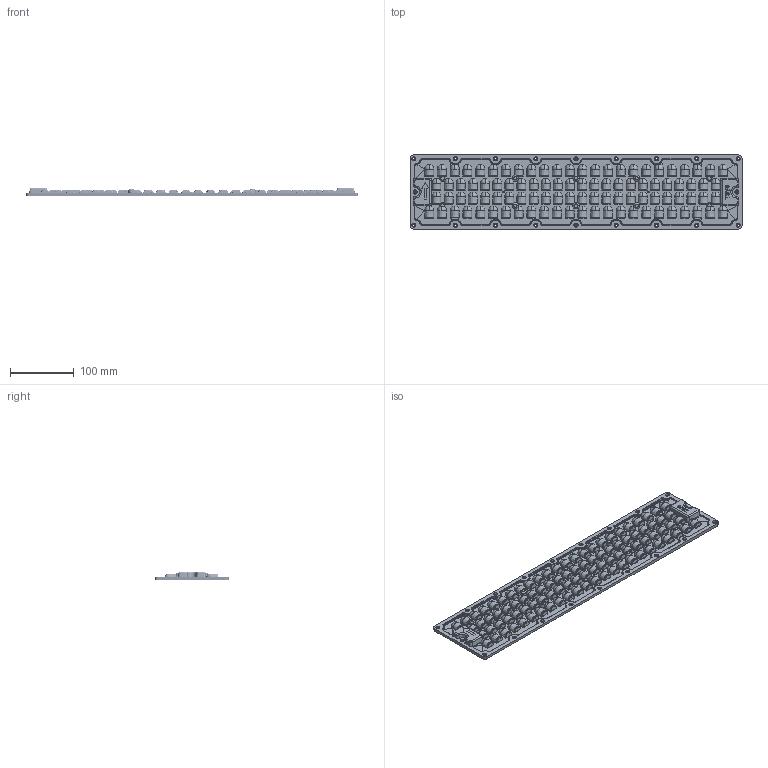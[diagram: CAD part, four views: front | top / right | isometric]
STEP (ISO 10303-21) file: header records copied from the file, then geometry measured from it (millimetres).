
FILE_DESCRIPTION((''),'2;1');
FILE_NAME('PRT0001','2022-02-17T',('RGD051'),(''),'PRO/ENGINEER BY PARAMETRIC TECHNOLOGY CORPORATION, 2010280','PRO/ENGINEER BY PARAMETRIC TECHNOLOGY CORPORATION, 2010280','');
FILE_SCHEMA(('CONFIG_CONTROL_DESIGN','SHAPE_APPEARANCE_LAYERS_GROUPS'));
Products named in the file (1): PRT0001
Bounding box: 520 x 116 x 13.8 mm (x, y, z)
Volume: 2287.9 mm3; surface area: 225882.6 mm2
Topology: 96 solids, 97 shells, 6078 faces, 16276 edges, 10380 vertices
Faces by surface type: bspline 3701, plane 1219, cylinder 510, cone 324, torus 312, revolution 12
Entity records: 393103 total; most frequent: CARTESIAN_POINT 276531, ORIENTED_EDGE 32108, EDGE_CURVE 16054, DIRECTION 11807, B_SPLINE_CURVE_WITH_KNOTS 10738, VERTEX_POINT 10376, EDGE_LOOP 6324, FACE_OUTER_BOUND 6078
